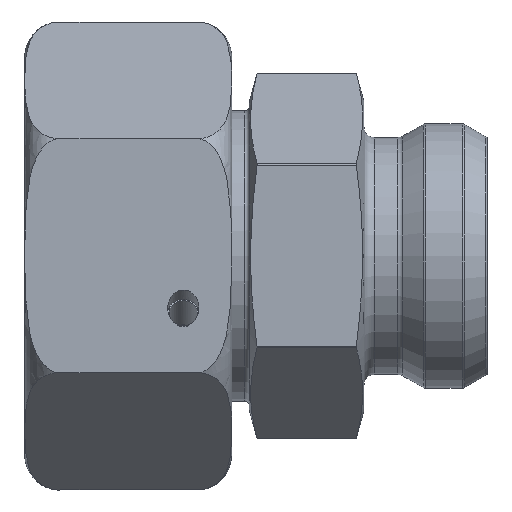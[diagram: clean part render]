
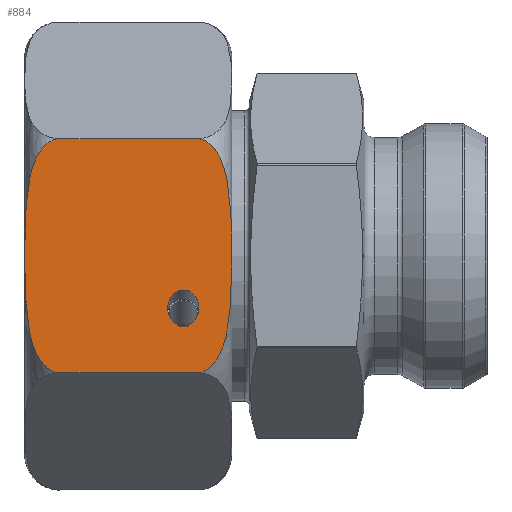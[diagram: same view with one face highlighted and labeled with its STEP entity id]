
A CAD part, top view. The second image highlights one B-rep face of the part: STEP entity #884.
In plain terms, the highlighted face is planar.
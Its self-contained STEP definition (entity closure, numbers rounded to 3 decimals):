
#884=ADVANCED_FACE('',(#1376,#1377),#1164,.F.);
#1164=PLANE('',#5259);
#1374=ELLIPSE('',#5258,2.047,1.773);
#1376=FACE_BOUND('',#1501,.T.);
#1377=FACE_BOUND('',#1502,.T.);
#1501=EDGE_LOOP('',(#2289,#2290,#2291,#2292));
#1502=EDGE_LOOP('',(#2293));
#1848=B_SPLINE_CURVE_WITH_KNOTS('',3,(#6448,#6449,#6450,#6451,#6452,#6453,
#6454,#6455,#6456,#6457,#6458,#6459,#6460,#6461,#6462,#6463,#6464,#6465),
 .UNSPECIFIED.,.F.,.F.,(4,2,2,2,2,2,2,2,4),(0.,0.063,0.125,0.25,0.5,0.75,
0.875,0.938,1.),.UNSPECIFIED.);
#1849=B_SPLINE_CURVE_WITH_KNOTS('',3,(#6469,#6470,#6471,#6472,#6473,#6474,
#6475,#6476,#6477,#6478,#6479,#6480,#6481,#6482,#6483,#6484,#6485,#6486),
 .UNSPECIFIED.,.F.,.F.,(4,2,2,2,2,2,2,2,4),(0.,0.062,0.125,
0.25,0.5,0.75,0.875,0.938,1.),.UNSPECIFIED.);
#2289=ORIENTED_EDGE('',*,*,#4137,.T.);
#2290=ORIENTED_EDGE('',*,*,#4138,.T.);
#2291=ORIENTED_EDGE('',*,*,#4139,.F.);
#2292=ORIENTED_EDGE('',*,*,#4140,.T.);
#2293=ORIENTED_EDGE('',*,*,#4141,.F.);
#3661=VERTEX_POINT('',#6446);
#3662=VERTEX_POINT('',#6447);
#3663=VERTEX_POINT('',#6466);
#3664=VERTEX_POINT('',#6468);
#3665=VERTEX_POINT('',#6488);
#4137=EDGE_CURVE('',#3661,#3662,#4823,.T.);
#4138=EDGE_CURVE('',#3662,#3663,#1848,.T.);
#4139=EDGE_CURVE('',#3664,#3663,#4824,.T.);
#4140=EDGE_CURVE('',#3664,#3661,#1849,.T.);
#4141=EDGE_CURVE('',#3665,#3665,#1374,.T.);
#4823=LINE('',#6445,#5031);
#4824=LINE('',#6467,#5032);
#5031=VECTOR('',#5579,1.);
#5032=VECTOR('',#5580,1.);
#5258=AXIS2_PLACEMENT_3D('',#6487,#5581,#5582);
#5259=AXIS2_PLACEMENT_3D('',#6489,#5583,#5584);
#5579=DIRECTION('',(-1.,0.,0.));
#5580=DIRECTION('',(-1.,0.,0.));
#5581=DIRECTION('',(0.,-0.5,0.866));
#5582=DIRECTION('',(0.,-0.866,-0.5));
#5583=DIRECTION('',(0.,0.5,-0.866));
#5584=DIRECTION('',(0.,0.866,0.5));
#6445=CARTESIAN_POINT('',(25.,0.,26.558));
#6446=CARTESIAN_POINT('',(19.735,0.,26.558));
#6447=CARTESIAN_POINT('',(3.765,0.,26.558));
#6448=CARTESIAN_POINT('',(3.765,0.,26.558));
#6449=CARTESIAN_POINT('',(3.143,-0.063,26.522));
#6450=CARTESIAN_POINT('',(2.599,-0.375,26.342));
#6451=CARTESIAN_POINT('',(1.757,-1.162,25.887));
#6452=CARTESIAN_POINT('',(1.447,-1.631,25.616));
#6453=CARTESIAN_POINT('',(0.711,-3.095,24.771));
#6454=CARTESIAN_POINT('',(0.47,-4.151,24.162));
#6455=CARTESIAN_POINT('',(0.007,-7.301,22.343));
#6456=CARTESIAN_POINT('',(0.023,-9.412,21.124));
#6457=CARTESIAN_POINT('',(0.024,-13.632,18.688));
#6458=CARTESIAN_POINT('',(0.009,-15.754,17.462));
#6459=CARTESIAN_POINT('',(0.48,-18.895,15.649));
#6460=CARTESIAN_POINT('',(0.722,-19.936,15.048));
#6461=CARTESIAN_POINT('',(1.461,-21.391,14.208));
#6462=CARTESIAN_POINT('',(1.773,-21.857,13.939));
#6463=CARTESIAN_POINT('',(2.604,-22.627,13.495));
#6464=CARTESIAN_POINT('',(3.15,-22.937,13.315));
#6465=CARTESIAN_POINT('',(3.765,-23.,13.279));
#6466=CARTESIAN_POINT('',(3.765,-23.,13.279));
#6467=CARTESIAN_POINT('',(25.,-23.,13.279));
#6468=CARTESIAN_POINT('',(19.735,-23.,13.279));
#6469=CARTESIAN_POINT('',(19.735,-23.,13.279));
#6470=CARTESIAN_POINT('',(20.357,-22.937,13.316));
#6471=CARTESIAN_POINT('',(20.901,-22.625,13.495));
#6472=CARTESIAN_POINT('',(21.743,-21.838,13.95));
#6473=CARTESIAN_POINT('',(22.053,-21.369,14.221));
#6474=CARTESIAN_POINT('',(22.789,-19.905,15.066));
#6475=CARTESIAN_POINT('',(23.03,-18.849,15.676));
#6476=CARTESIAN_POINT('',(23.493,-15.699,17.495));
#6477=CARTESIAN_POINT('',(23.477,-13.588,18.713));
#6478=CARTESIAN_POINT('',(23.476,-9.368,21.149));
#6479=CARTESIAN_POINT('',(23.491,-7.246,22.375));
#6480=CARTESIAN_POINT('',(23.02,-4.105,24.188));
#6481=CARTESIAN_POINT('',(22.778,-3.064,24.789));
#6482=CARTESIAN_POINT('',(22.039,-1.609,25.629));
#6483=CARTESIAN_POINT('',(21.727,-1.143,25.898));
#6484=CARTESIAN_POINT('',(20.896,-0.373,26.343));
#6485=CARTESIAN_POINT('',(20.35,-0.063,26.522));
#6486=CARTESIAN_POINT('',(19.735,0.,26.558));
#6487=CARTESIAN_POINT('',(18.,-16.65,16.945));
#6488=CARTESIAN_POINT('',(18.,-18.423,15.922));
#6489=CARTESIAN_POINT('',(25.,0.,26.558));
